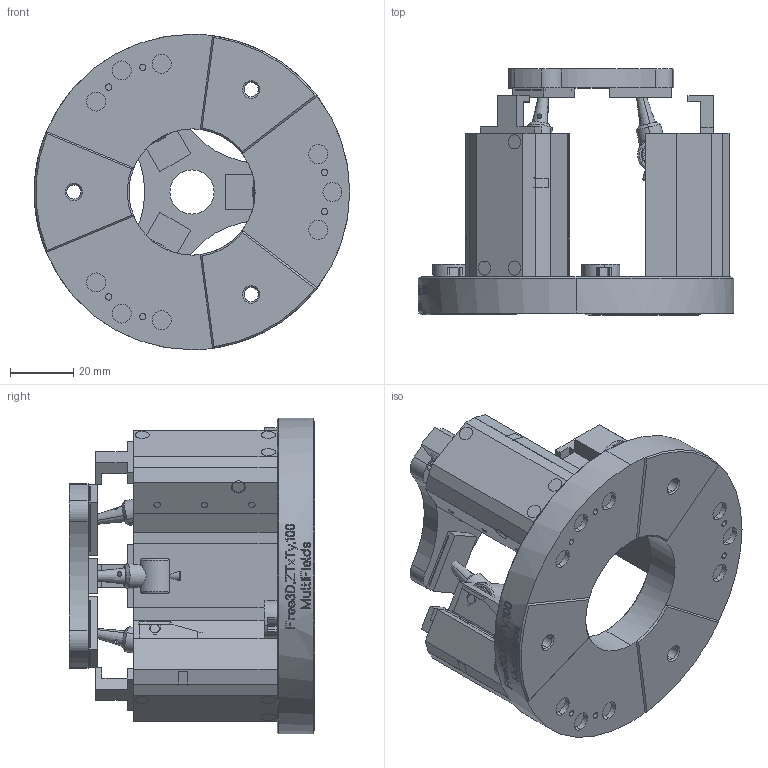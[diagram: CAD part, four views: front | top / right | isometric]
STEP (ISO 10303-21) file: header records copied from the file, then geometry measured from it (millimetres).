
FILE_DESCRIPTION (( 'STEP AP214' ), '1' );
FILE_NAME ('Free3D.ZTxTy.100.STEP', '2025-10-23T13:09:58', ( 'Windows User' ), ( 'P R C' ), 'SwSTEP 2.0', 'SolidWorks 2020', '' );
FILE_SCHEMA (( 'AUTOMOTIVE_DESIGN' ));
Length unit declared in the file: millimetre
Products named in the file (1): Free3D.ZTxTy.100
Bounding box: 100 x 77.93 x 100 mm (x, y, z)
Volume: 223810 mm3; surface area: 82497.9 mm2
Topology: 59 solids, 63 shells, 5519 faces, 14513 edges, 9392 vertices
Faces by surface type: plane 2858, bspline 1181, cylinder 1098, cone 234, torus 84, sphere 64
Full cylindrical faces by diameter (mm): 2.5 x5, 14 x1
Entity records: 206959 total; most frequent: CARTESIAN_POINT 68786, ORIENTED_EDGE 28728, DIRECTION 22213, EDGE_CURVE 14364, VERTEX_POINT 9388, LINE 8931, VECTOR 8931, AXIS2_PLACEMENT_3D 6641
